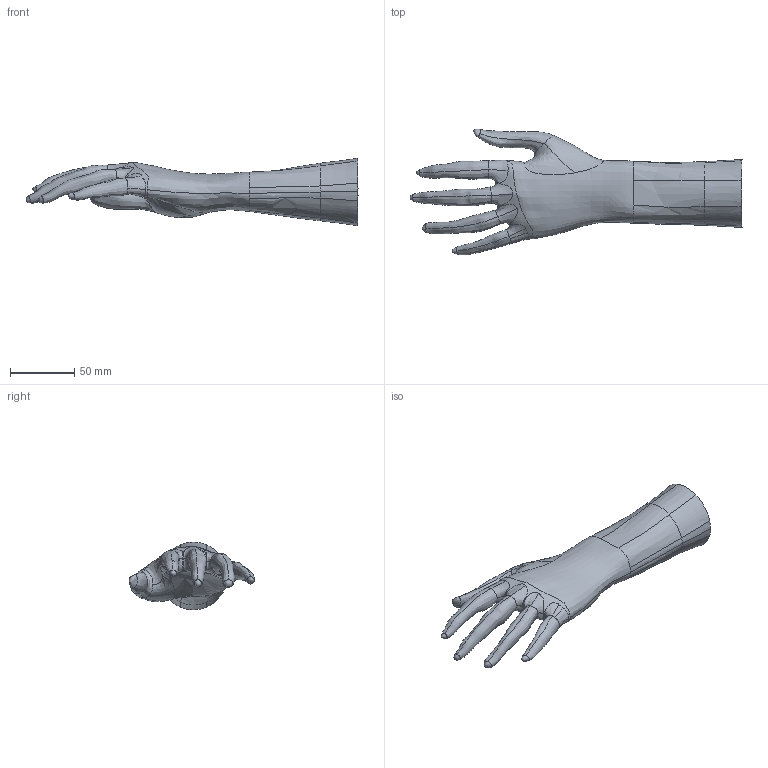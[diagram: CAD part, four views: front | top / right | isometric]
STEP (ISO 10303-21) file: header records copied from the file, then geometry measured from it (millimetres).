
FILE_DESCRIPTION((''),'2;1');
FILE_NAME('ZUHE','2017-08-11T',('Administrator'),(''),'PRO/ENGINEER BY PARAMETRIC TECHNOLOGY CORPORATION, 2011490','PRO/ENGINEER BY PARAMETRIC TECHNOLOGY CORPORATION, 2011490','');
FILE_SCHEMA(('CONFIG_CONTROL_DESIGN'));
Length unit declared in the file: millimetre
Products named in the file (1): ZUHE
Bounding box: 258.05 x 97.83 x 52.51 mm (x, y, z)
Volume: 304911 mm3; surface area: 41519 mm2
Topology: 1 solids, 1 shells, 61 faces, 256 edges, 191 vertices
Faces by surface type: bspline 60, plane 1
Entity records: 16061 total; most frequent: CARTESIAN_POINT 14600, ORIENTED_EDGE 480, B_SPLINE_CURVE_WITH_KNOTS 245, EDGE_CURVE 240, VERTEX_POINT 181, EDGE_LOOP 61, FACE_OUTER_BOUND 61, ADVANCED_FACE 61
